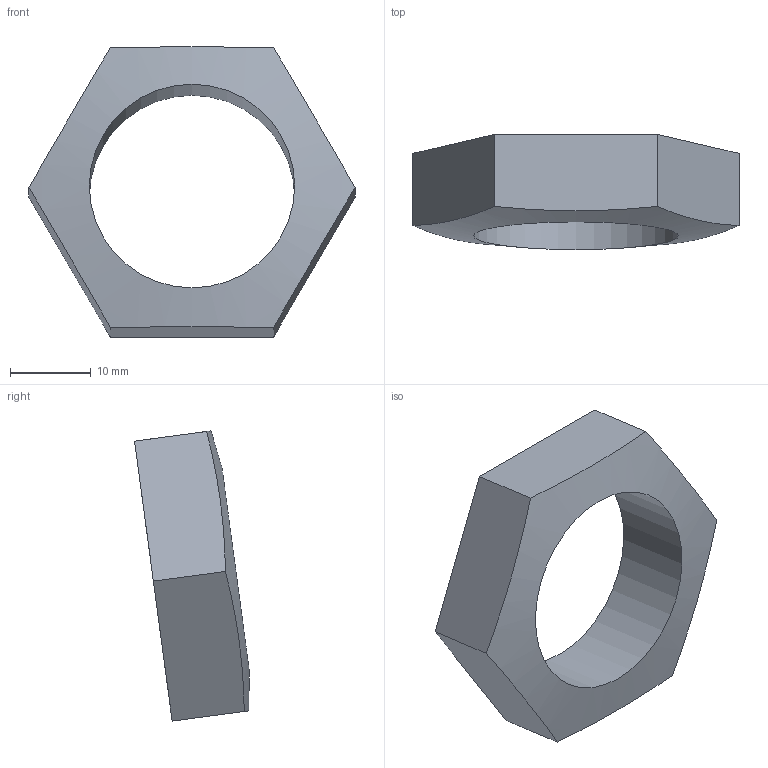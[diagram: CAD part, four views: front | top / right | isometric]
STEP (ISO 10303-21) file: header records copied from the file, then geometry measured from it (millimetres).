
FILE_DESCRIPTION(/* description */ ('STEP AP214'),/* implementation_level */ '2;1');
FILE_NAME(/* name */ '62525bf6ecdeb77adb8bb0c2',/* time_stamp */ '2022-04-10T04:24:23+00:00',/* author */ (''),/* organization */ (''),/* preprocessor_version */ 'ST-DEVELOPER v18.101',/* originating_system */ ' ',/* authorisation */ ' ');
FILE_SCHEMA (('AUTOMOTIVE_DESIGN {1 0 10303 214 3 1 1}'));
Length unit declared in the file: metre
Products named in the file (1): Part 46
Bounding box: 40.33 x 14.2 x 35.88 mm (x, y, z)
Volume: 5389.7 mm3; surface area: 3057.6 mm2
Topology: 1 solids, 1 shells, 9 faces, 24 edges, 16 vertices
Faces by surface type: plane 7, cylinder 1, sphere 1
Full cylindrical faces by diameter (mm): 25.4 x1
Entity records: 292 total; most frequent: DIRECTION 48, CARTESIAN_POINT 44, ORIENTED_EDGE 40, EDGE_CURVE 20, AXIS2_PLACEMENT_3D 18, VERTEX_POINT 14, LINE 12, VECTOR 12
